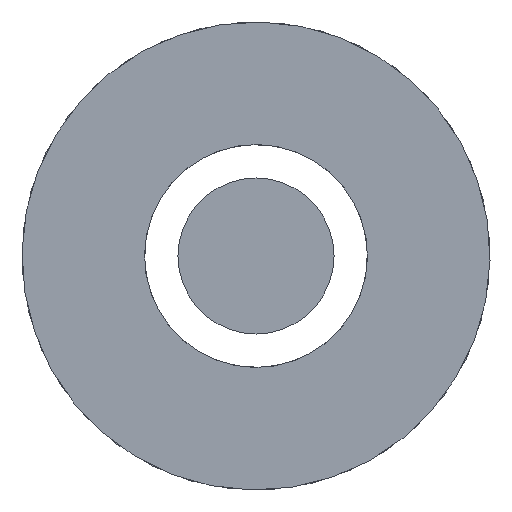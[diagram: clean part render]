
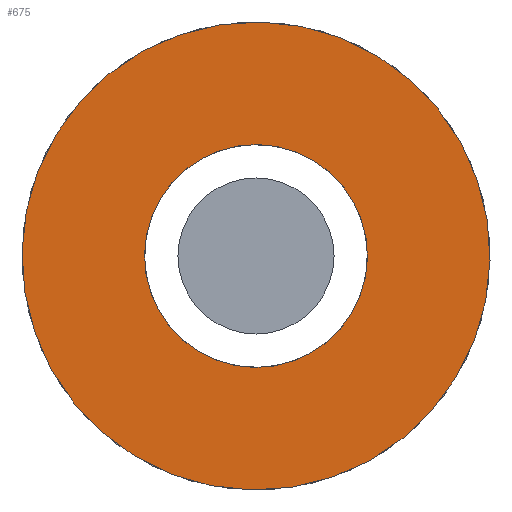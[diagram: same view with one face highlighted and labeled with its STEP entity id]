
A CAD part, left-side view. The second image highlights one B-rep face of the part: STEP entity #675.
In plain terms, the highlighted face is planar.
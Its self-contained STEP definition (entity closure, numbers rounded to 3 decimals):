
#3 = VERTEX_POINT ( 'NONE', #646 ) ;
#105 = DIRECTION ( 'NONE',  ( 0., 0., -1. ) ) ;
#117 = DIRECTION ( 'NONE',  ( 0., 0., -1. ) ) ;
#123 = AXIS2_PLACEMENT_3D ( 'NONE', #650, #428, #105 ) ;
#155 = AXIS2_PLACEMENT_3D ( 'NONE', #268, #967, #117 ) ;
#177 = EDGE_LOOP ( 'NONE', ( #593, #300 ) ) ;
#205 = EDGE_LOOP ( 'NONE', ( #220, #732 ) ) ;
#210 = EDGE_CURVE ( 'NONE', #400, #416, #955, .T. ) ;
#220 = ORIENTED_EDGE ( 'NONE', *, *, #377, .F. ) ;
#225 = EDGE_CURVE ( 'NONE', #689, #3, #345, .T. ) ;
#268 = CARTESIAN_POINT ( 'NONE',  ( 0., 0., 0. ) ) ;
#294 = CARTESIAN_POINT ( 'NONE',  ( 0., 0., -5. ) ) ;
#300 = ORIENTED_EDGE ( 'NONE', *, *, #210, .F. ) ;
#345 = CIRCLE ( 'NONE', #433, 10.5 ) ;
#349 = DIRECTION ( 'NONE',  ( 0., 0., -1. ) ) ;
#377 = EDGE_CURVE ( 'NONE', #3, #689, #502, .T. ) ;
#400 = VERTEX_POINT ( 'NONE', #767 ) ;
#416 = VERTEX_POINT ( 'NONE', #294 ) ;
#425 = DIRECTION ( 'NONE',  ( -1., 0., 0. ) ) ;
#428 = DIRECTION ( 'NONE',  ( 1., 0., 0. ) ) ;
#429 = CARTESIAN_POINT ( 'NONE',  ( 0., -5., 0. ) ) ;
#433 = AXIS2_PLACEMENT_3D ( 'NONE', #987, #982, #509 ) ;
#474 = CIRCLE ( 'NONE', #155, 5. ) ;
#502 = CIRCLE ( 'NONE', #613, 10.5 ) ;
#509 = DIRECTION ( 'NONE',  ( 0., 0., -1. ) ) ;
#593 = ORIENTED_EDGE ( 'NONE', *, *, #676, .F. ) ;
#613 = AXIS2_PLACEMENT_3D ( 'NONE', #975, #672, #349 ) ;
#646 = CARTESIAN_POINT ( 'NONE',  ( 0., 0., -10.5 ) ) ;
#650 = CARTESIAN_POINT ( 'NONE',  ( 0., 0., 0. ) ) ;
#652 = DIRECTION ( 'NONE',  ( 0., 0., 1. ) ) ;
#672 = DIRECTION ( 'NONE',  ( -1., 0., 0. ) ) ;
#675 = ADVANCED_FACE ( 'NONE', ( #929, #1007 ), #816, .F. ) ;
#676 = EDGE_CURVE ( 'NONE', #416, #400, #474, .T. ) ;
#689 = VERTEX_POINT ( 'NONE', #964 ) ;
#732 = ORIENTED_EDGE ( 'NONE', *, *, #225, .F. ) ;
#767 = CARTESIAN_POINT ( 'NONE',  ( 0., 0., 5. ) ) ;
#803 = AXIS2_PLACEMENT_3D ( 'NONE', #429, #425, #652 ) ;
#816 = PLANE ( 'NONE',  #803 ) ;
#929 = FACE_OUTER_BOUND ( 'NONE', #205, .T. ) ;
#955 = CIRCLE ( 'NONE', #123, 5. ) ;
#964 = CARTESIAN_POINT ( 'NONE',  ( 0., 0., 10.5 ) ) ;
#967 = DIRECTION ( 'NONE',  ( 1., 0., 0. ) ) ;
#975 = CARTESIAN_POINT ( 'NONE',  ( 0., 0., 0. ) ) ;
#982 = DIRECTION ( 'NONE',  ( -1., 0., 0. ) ) ;
#987 = CARTESIAN_POINT ( 'NONE',  ( 0., 0., 0. ) ) ;
#1007 = FACE_BOUND ( 'NONE', #177, .T. ) ;
